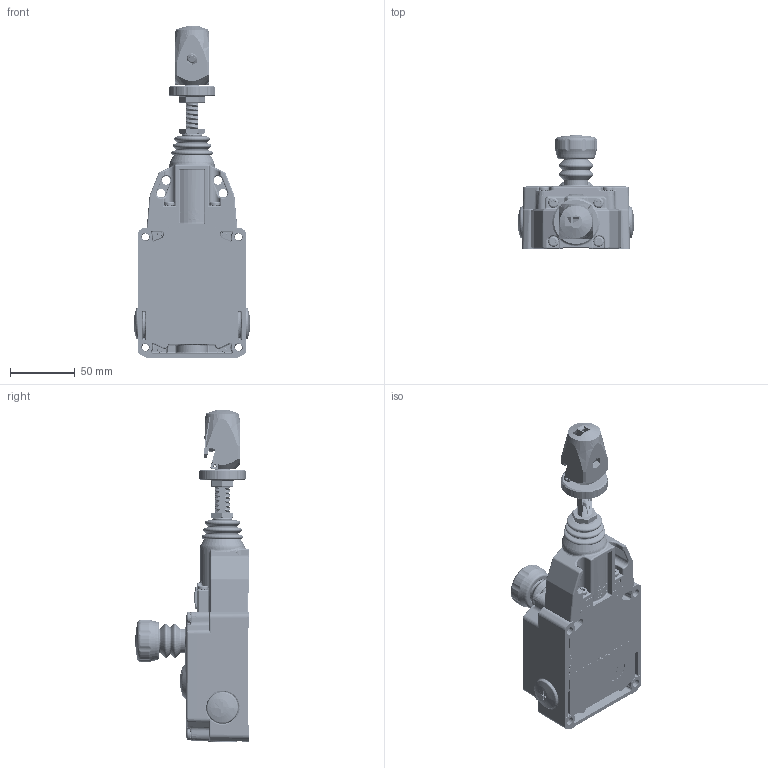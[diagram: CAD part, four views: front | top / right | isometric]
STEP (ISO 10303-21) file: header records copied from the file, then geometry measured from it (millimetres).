
FILE_DESCRIPTION((''),'2;1');
FILE_NAME('192586_ASM','2016-01-27T',('pdmadmin'),(''),'PRO/ENGINEER BY PARAMETRIC TECHNOLOGY CORPORATION, 2013230','PRO/ENGINEER BY PARAMETRIC TECHNOLOGY CORPORATION, 2013230','');
FILE_SCHEMA(('CONFIG_CONTROL_DESIGN'));
Products named in the file (7): RP-RM83F-75LT_PART_1; RP-RM83F-75LT_PART_2; RP-RM83F-75LT_PART_3; RP-RM83F-75LT_PART_4; RP-RM83F-75LT_ASM; 10413---RM83F-75LT_ASM; 192586_ASM
Assembly tree (6 placements, depth 4):
  192586_ASM
    10413---RM83F-75LT_ASM
      RP-RM83F-75LT_ASM
        RP-RM83F-75LT_PART_1
        RP-RM83F-75LT_PART_2
        RP-RM83F-75LT_PART_3
        RP-RM83F-75LT_PART_4
Bounding box: 90.13 x 88 x 257 mm (x, y, z)
Volume: 247861.5 mm3; surface area: 148679.2 mm2
Topology: 4 solids, 5 shells, 5585 faces, 15560 edges, 9747 vertices
Faces by surface type: plane 2099, cylinder 1461, bspline 719, torus 664, cone 445, sphere 197
Entity records: 218958 total; most frequent: CARTESIAN_POINT 81561, ORIENTED_EDGE 30754, DIRECTION 26881, EDGE_CURVE 15377, AXIS2_PLACEMENT_3D 10207, VERTEX_POINT 9747, VECTOR 6467, LINE 6467
